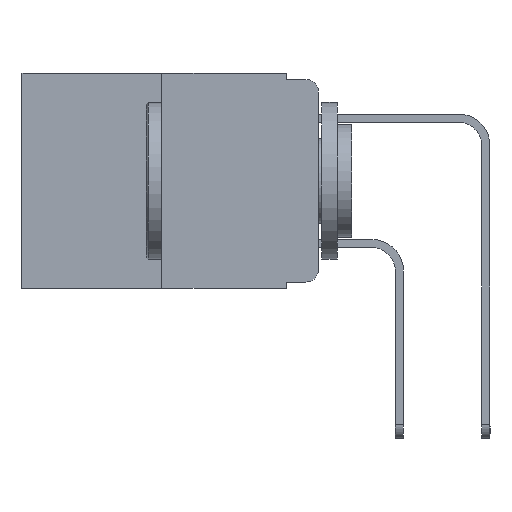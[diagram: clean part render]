
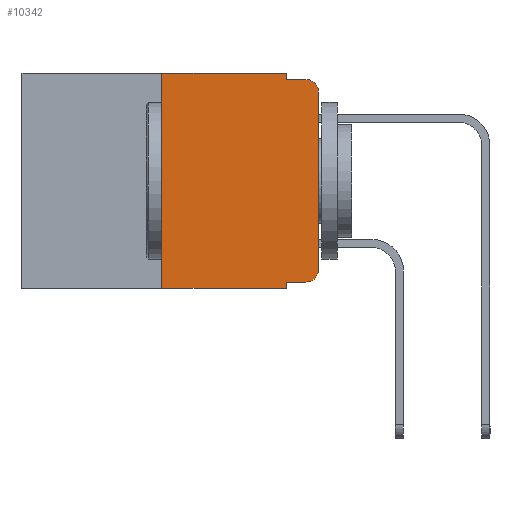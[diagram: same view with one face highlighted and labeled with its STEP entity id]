
A CAD part, left-side view. The second image highlights one B-rep face of the part: STEP entity #10342.
In plain terms, the highlighted planar face has unit normal (-1, 0, 0).
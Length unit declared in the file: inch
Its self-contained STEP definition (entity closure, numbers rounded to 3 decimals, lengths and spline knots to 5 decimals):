
#370 = CARTESIAN_POINT ( 'NONE',  ( 0., 0.051, -0.01 ) ) ;
#677 = VERTEX_POINT ( 'NONE', #5992 ) ;
#1090 = DIRECTION ( 'NONE',  ( 0., -1., 0. ) ) ;
#1173 = LINE ( 'NONE', #7227, #11273 ) ;
#1282 = DIRECTION ( 'NONE',  ( 0., -1., 0. ) ) ;
#1531 = CARTESIAN_POINT ( 'NONE',  ( 0., 0.25, -0.343 ) ) ;
#1582 = LINE ( 'NONE', #11338, #10021 ) ;
#1692 = VERTEX_POINT ( 'NONE', #6199 ) ;
#1694 = DIRECTION ( 'NONE',  ( -1., 0., 0. ) ) ;
#1775 = ORIENTED_EDGE ( 'NONE', *, *, #12410, .F. ) ;
#1849 = ORIENTED_EDGE ( 'NONE', *, *, #12641, .T. ) ;
#2702 = VERTEX_POINT ( 'NONE', #15278 ) ;
#2904 = CARTESIAN_POINT ( 'NONE',  ( 0., 0.02, -0.03 ) ) ;
#3438 = CARTESIAN_POINT ( 'NONE',  ( 0., 0.051, 0. ) ) ;
#3543 = EDGE_CURVE ( 'NONE', #6459, #677, #11132, .T. ) ;
#3561 = VERTEX_POINT ( 'NONE', #4846 ) ;
#3941 = AXIS2_PLACEMENT_3D ( 'NONE', #4876, #10912, #6173 ) ;
#4358 = CARTESIAN_POINT ( 'NONE',  ( 0., 0.473, 0. ) ) ;
#4602 = DIRECTION ( 'NONE',  ( 0., 0., 1. ) ) ;
#4846 = CARTESIAN_POINT ( 'NONE',  ( 0., 0.02, -0.01 ) ) ;
#4876 = CARTESIAN_POINT ( 'NONE',  ( 0., 0.473, 0. ) ) ;
#4962 = LINE ( 'NONE', #7422, #11059 ) ;
#5305 = CIRCLE ( 'NONE', #6880, 0.02 ) ;
#5456 = VECTOR ( 'NONE', #9749, 39.37008 ) ;
#5793 = EDGE_CURVE ( 'NONE', #677, #3561, #7888, .T. ) ;
#5927 = FACE_OUTER_BOUND ( 'NONE', #13483, .T. ) ;
#5992 = CARTESIAN_POINT ( 'NONE',  ( 0., 0.051, -0.01 ) ) ;
#6173 = DIRECTION ( 'NONE',  ( 0., 0., -1. ) ) ;
#6199 = CARTESIAN_POINT ( 'NONE',  ( 0., 0.25, 0. ) ) ;
#6342 = VERTEX_POINT ( 'NONE', #11546 ) ;
#6459 = VERTEX_POINT ( 'NONE', #15833 ) ;
#6535 = ORIENTED_EDGE ( 'NONE', *, *, #12965, .T. ) ;
#6603 = DIRECTION ( 'NONE',  ( 0., 0., 1. ) ) ;
#6757 = EDGE_CURVE ( 'NONE', #9479, #6342, #11736, .T. ) ;
#6819 = DIRECTION ( 'NONE',  ( 0., -1., 0. ) ) ;
#6842 = VECTOR ( 'NONE', #1090, 39.37008 ) ;
#6880 = AXIS2_PLACEMENT_3D ( 'NONE', #2904, #9137, #14185 ) ;
#7041 = VERTEX_POINT ( 'NONE', #7178 ) ;
#7178 = CARTESIAN_POINT ( 'NONE',  ( 0., 0.051, -0.333 ) ) ;
#7227 = CARTESIAN_POINT ( 'NONE',  ( 0., 0.25, 0. ) ) ;
#7422 = CARTESIAN_POINT ( 'NONE',  ( 0., 0.051, 0. ) ) ;
#7888 = LINE ( 'NONE', #370, #11964 ) ;
#8544 = ORIENTED_EDGE ( 'NONE', *, *, #10683, .F. ) ;
#8550 = DIRECTION ( 'NONE',  ( 0., 0., -1. ) ) ;
#8583 = VERTEX_POINT ( 'NONE', #13389 ) ;
#9137 = DIRECTION ( 'NONE',  ( -1., 0., 0. ) ) ;
#9232 = CARTESIAN_POINT ( 'NONE',  ( 0., 0.02, -0.333 ) ) ;
#9241 = VECTOR ( 'NONE', #15785, 39.37008 ) ;
#9479 = VERTEX_POINT ( 'NONE', #9232 ) ;
#9587 = VERTEX_POINT ( 'NONE', #1531 ) ;
#9749 = DIRECTION ( 'NONE',  ( 0., 0., -1. ) ) ;
#9782 = ORIENTED_EDGE ( 'NONE', *, *, #15858, .F. ) ;
#10021 = VECTOR ( 'NONE', #6603, 39.37008 ) ;
#10133 = CARTESIAN_POINT ( 'NONE',  ( 0., 0.02, -0.313 ) ) ;
#10342 = ADVANCED_FACE ( 'NONE', ( #5927 ), #13528, .F. ) ;
#10646 = EDGE_CURVE ( 'NONE', #7041, #9479, #10972, .T. ) ;
#10683 = EDGE_CURVE ( 'NONE', #9587, #1692, #1173, .T. ) ;
#10726 = ORIENTED_EDGE ( 'NONE', *, *, #10646, .T. ) ;
#10754 = ORIENTED_EDGE ( 'NONE', *, *, #12174, .T. ) ;
#10820 = CARTESIAN_POINT ( 'NONE',  ( 0., 0.051, -0.333 ) ) ;
#10912 = DIRECTION ( 'NONE',  ( 1., 0., 0. ) ) ;
#10972 = LINE ( 'NONE', #10820, #6842 ) ;
#11029 = LINE ( 'NONE', #4358, #12140 ) ;
#11059 = VECTOR ( 'NONE', #8550, 39.37008 ) ;
#11132 = LINE ( 'NONE', #3438, #5456 ) ;
#11273 = VECTOR ( 'NONE', #4602, 39.37008 ) ;
#11338 = CARTESIAN_POINT ( 'NONE',  ( 0., 0., 0. ) ) ;
#11466 = AXIS2_PLACEMENT_3D ( 'NONE', #10133, #1694, #15108 ) ;
#11546 = CARTESIAN_POINT ( 'NONE',  ( 0., 0., -0.313 ) ) ;
#11736 = CIRCLE ( 'NONE', #11466, 0.02 ) ;
#11822 = ORIENTED_EDGE ( 'NONE', *, *, #6757, .T. ) ;
#11890 = ORIENTED_EDGE ( 'NONE', *, *, #3543, .F. ) ;
#11964 = VECTOR ( 'NONE', #1282, 39.37008 ) ;
#12140 = VECTOR ( 'NONE', #6819, 39.37008 ) ;
#12174 = EDGE_CURVE ( 'NONE', #2702, #3561, #5305, .T. ) ;
#12358 = ORIENTED_EDGE ( 'NONE', *, *, #5793, .F. ) ;
#12410 = EDGE_CURVE ( 'NONE', #7041, #8583, #4962, .T. ) ;
#12641 = EDGE_CURVE ( 'NONE', #6342, #2702, #1582, .T. ) ;
#12965 = EDGE_CURVE ( 'NONE', #9587, #8583, #13682, .T. ) ;
#13389 = CARTESIAN_POINT ( 'NONE',  ( 0., 0.051, -0.343 ) ) ;
#13483 = EDGE_LOOP ( 'NONE', ( #1849, #10754, #12358, #11890, #9782, #8544, #6535, #1775, #10726, #11822 ) ) ;
#13528 = PLANE ( 'NONE',  #3941 ) ;
#13682 = LINE ( 'NONE', #15864, #9241 ) ;
#14185 = DIRECTION ( 'NONE',  ( 0., 0., -1. ) ) ;
#15108 = DIRECTION ( 'NONE',  ( 0., 0., -1. ) ) ;
#15278 = CARTESIAN_POINT ( 'NONE',  ( 0., 0., -0.03 ) ) ;
#15785 = DIRECTION ( 'NONE',  ( 0., -1., 0. ) ) ;
#15833 = CARTESIAN_POINT ( 'NONE',  ( 0., 0.051, 0. ) ) ;
#15858 = EDGE_CURVE ( 'NONE', #1692, #6459, #11029, .T. ) ;
#15864 = CARTESIAN_POINT ( 'NONE',  ( 0., 0.473, -0.343 ) ) ;
